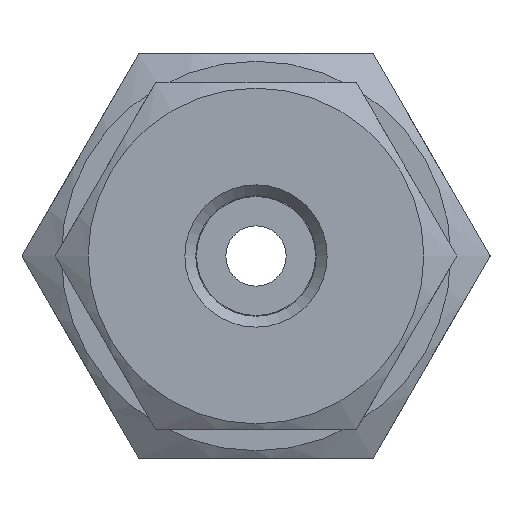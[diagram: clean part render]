
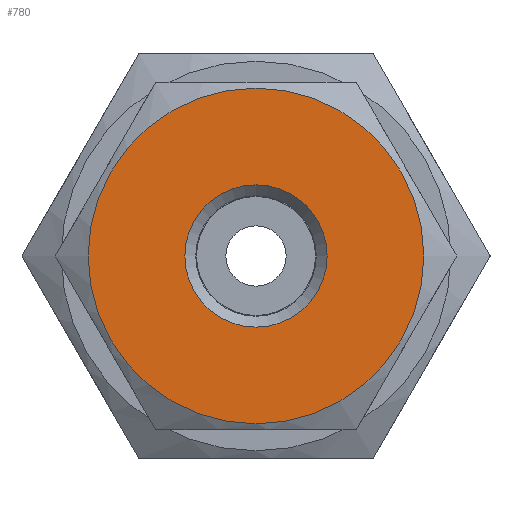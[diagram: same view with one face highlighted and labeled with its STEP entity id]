
A CAD part, left-side view. The second image highlights one B-rep face of the part: STEP entity #780.
In plain terms, the highlighted planar face has unit normal (-1, 0, 0).
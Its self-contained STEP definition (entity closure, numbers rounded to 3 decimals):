
#753=CARTESIAN_POINT('',(-13.374,-8.48,-4.425));
#754=DIRECTION('',(-1.0,0.0,0.0));
#755=DIRECTION('',(0.0,-0.866,0.5));
#756=AXIS2_PLACEMENT_3D('',#753,#754,#755);
#757=PLANE('',#756);
#758=CARTESIAN_POINT('',(-13.374,-7.33,-2.433));
#759=VERTEX_POINT('',#758);
#760=CARTESIAN_POINT('',(-13.374,-9.63,-6.417));
#761=DIRECTION('',(1.0,0.,0.));
#762=DIRECTION('',(0.,0.5,0.866));
#763=AXIS2_PLACEMENT_3D('',#760,#761,#762);
#764=CIRCLE('',#763,4.6);
#765=EDGE_CURVE('',#759,#759,#764,.T.);
#766=ORIENTED_EDGE('',*,*,#765,.F.);
#767=EDGE_LOOP('',(#766));
#768=FACE_OUTER_BOUND('',#767,.T.);
#769=CARTESIAN_POINT('',(-13.374,-10.605,-8.106));
#770=VERTEX_POINT('',#769);
#771=CARTESIAN_POINT('',(-13.374,-9.63,-6.417));
#772=DIRECTION('',(-1.0,0.,0.));
#773=DIRECTION('',(0.,0.5,0.866));
#774=AXIS2_PLACEMENT_3D('',#771,#772,#773);
#775=CIRCLE('',#774,1.95);
#776=EDGE_CURVE('',#770,#770,#775,.T.);
#777=ORIENTED_EDGE('',*,*,#776,.F.);
#778=EDGE_LOOP('',(#777));
#779=FACE_BOUND('',#778,.T.);
#780=ADVANCED_FACE('',(#768,#779),#757,.T.);
